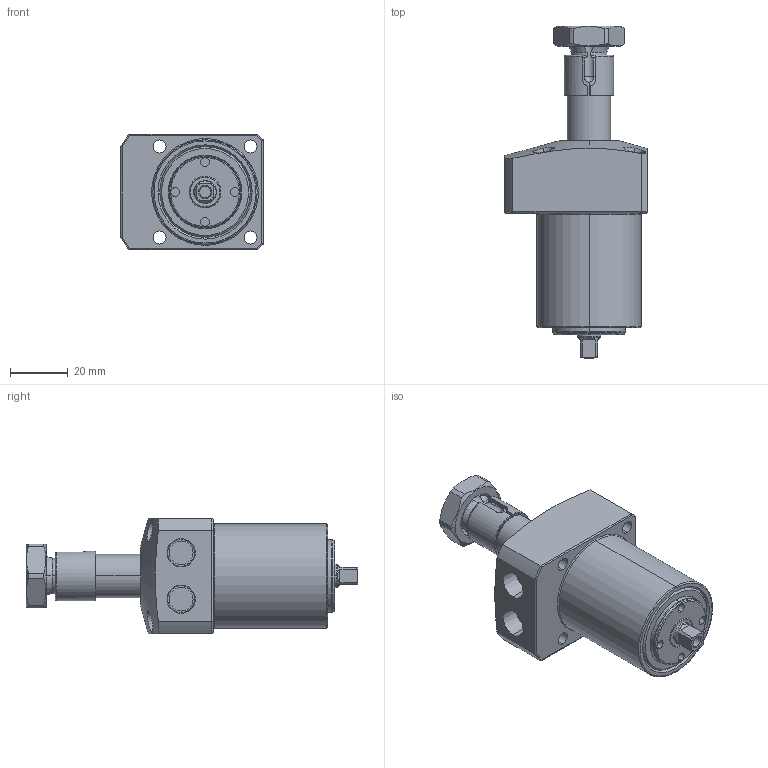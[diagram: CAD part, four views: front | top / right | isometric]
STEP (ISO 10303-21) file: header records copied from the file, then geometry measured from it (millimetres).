
FILE_DESCRIPTION (( 'STEP AP203' ), '1' );
FILE_NAME ('LHA0360-SRD.STEP', '2019-09-24T02:25:21', ( '微软用户' ), ( '微软中国' ), 'SwSTEP 2.0', 'SolidWorks 2012', '' );
FILE_SCHEMA (( 'CONFIG_CONTROL_DESIGN' ));
Length unit declared in the file: millimetre
Products named in the file (7): LHA0360-SRD; LHA0360-簸忣諍匏_; LHA0360-ů_; LHA0360-楓羔_D); LHA0360-D菛巍; LHA0360-咂衝椳紕_蹬怮椔); LHA0360-槭暌滀S(蹬怮椔)_1
Assembly tree (6 placements, depth 2):
  LHA0360-SRD
    LHA0360-槭暌滀S(蹬怮椔)_1
    LHA0360-咂衝椳紕_蹬怮椔)
    LHA0360-D菛巍
    LHA0360-楓羔_D)
    LHA0360-ů_
    LHA0360-簸忣諍匏_
Bounding box: 49 x 114.5 x 40 mm (x, y, z)
Volume: 92510.8 mm3; surface area: 22151.2 mm2
Topology: 6 solids, 6 shells, 226 faces, 558 edges, 357 vertices
Faces by surface type: cylinder 87, plane 70, cone 45, bspline 24
Entity records: 8477 total; most frequent: CARTESIAN_POINT 2514, ORIENTED_EDGE 1106, DIRECTION 1096, EDGE_CURVE 553, AXIS2_PLACEMENT_3D 448, VERTEX_POINT 357, EDGE_LOOP 262, CIRCLE 237
